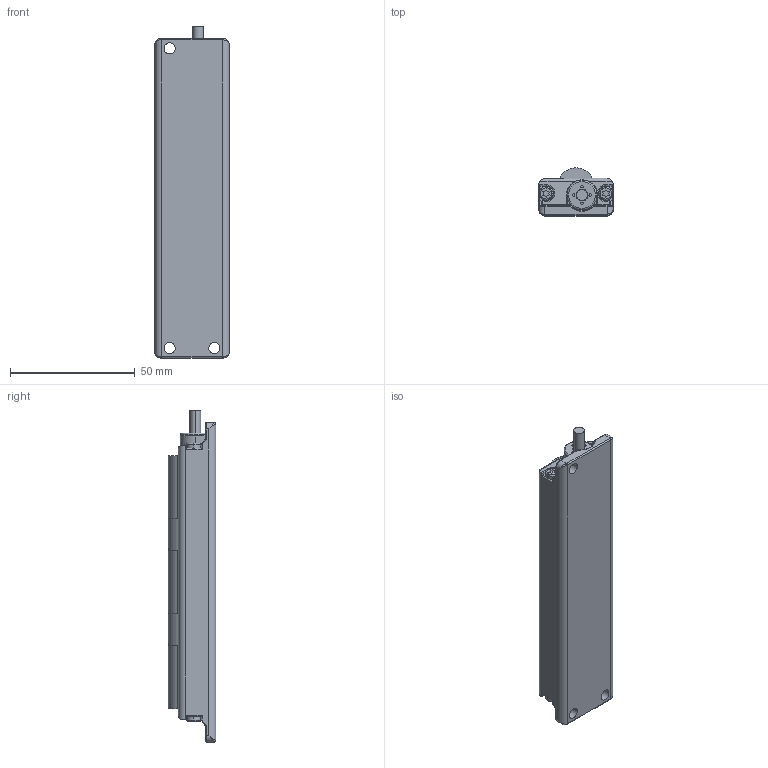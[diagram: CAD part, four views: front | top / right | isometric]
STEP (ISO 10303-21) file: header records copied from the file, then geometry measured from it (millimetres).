
FILE_DESCRIPTION((''),'2;1');
FILE_NAME('147726_SM01_ASM','2025-07-25T14:24:08',('banengservice'),('BANNER ENGINEERING'),'CREO PARAMETRIC BY PTC INC, 2022414','CREO PARAMETRIC BY PTC INC, 2022414','');
FILE_SCHEMA(('CONFIG_CONTROL_DESIGN'));
Length unit declared in the file: millimetre
Products named in the file (3): 147726_EP01; 147726_EP02; 147726_SM01_ASM
Assembly tree (2 placements, depth 2):
  147726_SM01_ASM
    147726_EP01
    147726_EP02
Bounding box: 29.97 x 19.11 x 133.13 mm (x, y, z)
Volume: 55088.2 mm3; surface area: 13051.3 mm2
Topology: 2 solids, 2 shells, 296 faces, 720 edges, 438 vertices
Faces by surface type: plane 121, cylinder 111, torus 29, bspline 25, sphere 8, cone 2
Entity records: 11344 total; most frequent: CARTESIAN_POINT 4470, ORIENTED_EDGE 1440, DIRECTION 1391, EDGE_CURVE 720, AXIS2_PLACEMENT_3D 497, VERTEX_POINT 438, VECTOR 397, LINE 397
